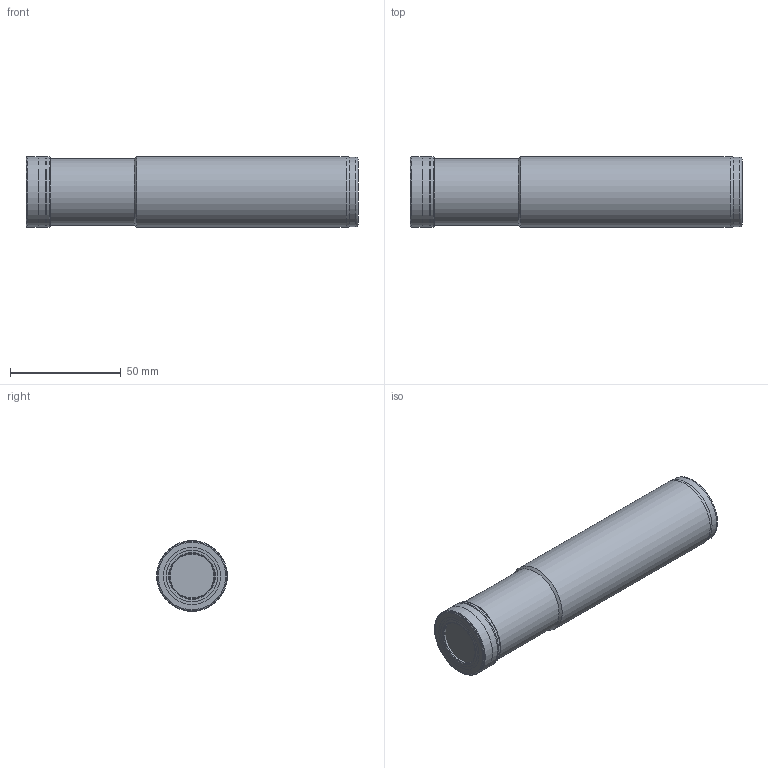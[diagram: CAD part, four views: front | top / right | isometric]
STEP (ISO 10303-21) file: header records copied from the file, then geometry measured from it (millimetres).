
FILE_DESCRIPTION(/* description */ (''),/* implementation_level */ '2;1');
FILE_NAME(/* name */ 'AEM90-LO10-D32-W32-L150-Z04.stp',/* time_stamp */ '2023-10-25T19:11:15+03:00',/* author */ (''),/* organization */ (''),/* preprocessor_version */ 'ST-DEVELOPER v19.4',/* originating_system */ 'SIEMENS PLM Software NX2306.3001',/* authorisation */ '');
FILE_SCHEMA (('AUTOMOTIVE_DESIGN { 1 0 10303 214 3 1 1 1 }'));
Length unit declared in the file: millimetre
Products named in the file (1): AEM90-LO10-D32-W32-L150-Z04
Bounding box: 150 x 32 x 32 mm (x, y, z)
Volume: 120010.5 mm3; surface area: 18753.4 mm2
Topology: 2 solids, 2 shells, 44 faces, 84 edges, 43 vertices
Faces by surface type: revolution 26, cone 10, plane 3, cylinder 3, torus 2
Full cylindrical faces by diameter (mm): 30 x1, 31.5 x1, 32 x1
Entity records: 1116 total; most frequent: CARTESIAN_POINT 256, DIRECTION 150, EDGE_LOOP 86, ORIENTED_EDGE 86, FACE_BOUND 84, AXIS2_PLACEMENT_3D 62, ADVANCED_FACE 44, VERTEX_POINT 43
